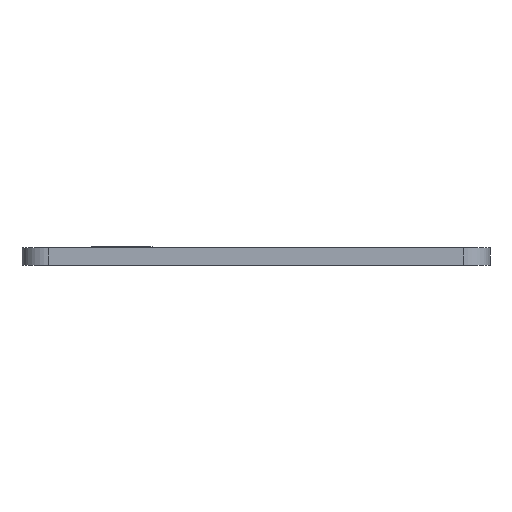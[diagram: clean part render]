
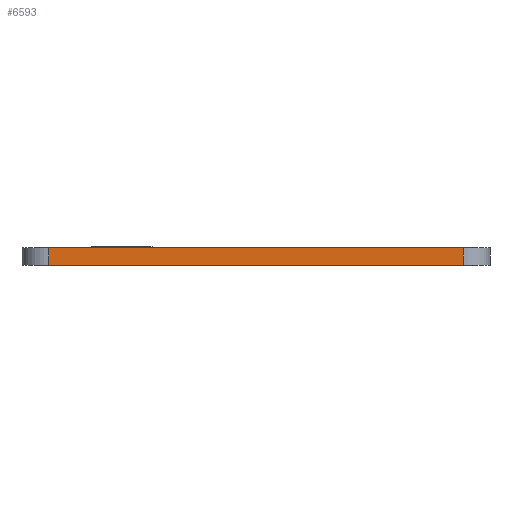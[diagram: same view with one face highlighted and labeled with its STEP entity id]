
A CAD part, left-side view. The second image highlights one B-rep face of the part: STEP entity #6593.
In plain terms, the highlighted planar face has unit normal (-1, 0, 0).
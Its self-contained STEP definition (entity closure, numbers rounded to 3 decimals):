
#1071=FACE_OUTER_BOUND('',#1452,.T.);
#1452=EDGE_LOOP('',(#6023,#6024,#6025,#6026));
#1549=LINE('',#8573,#2083);
#1872=LINE('',#12577,#2406);
#1875=LINE('',#12585,#2409);
#1999=LINE('',#12918,#2533);
#2083=VECTOR('',#6999,10.);
#2406=VECTOR('',#7526,10.);
#2409=VECTOR('',#7535,10.);
#2533=VECTOR('',#7911,10.);
#2621=VERTEX_POINT('',#8569);
#2623=VERTEX_POINT('',#8572);
#3102=VERTEX_POINT('',#12575);
#3104=VERTEX_POINT('',#12584);
#3316=EDGE_CURVE('',#2621,#2623,#1549,.T.);
#3993=EDGE_CURVE('',#3102,#2621,#1872,.T.);
#3996=EDGE_CURVE('',#2623,#3104,#1875,.T.);
#4163=EDGE_CURVE('',#3104,#3102,#1999,.T.);
#6023=ORIENTED_EDGE('',*,*,#3993,.F.);
#6024=ORIENTED_EDGE('',*,*,#4163,.F.);
#6025=ORIENTED_EDGE('',*,*,#3996,.F.);
#6026=ORIENTED_EDGE('',*,*,#3316,.F.);
#6245=PLANE('',#6865);
#6593=ADVANCED_FACE('',(#1071),#6245,.T.);
#6865=AXIS2_PLACEMENT_3D('',#12917,#7909,#7910);
#6999=DIRECTION('',(0.,-1.,0.));
#7526=DIRECTION('',(0.,0.,1.));
#7535=DIRECTION('',(0.,0.,-1.));
#7909=DIRECTION('center_axis',(-1.,0.,0.));
#7910=DIRECTION('ref_axis',(0.,-1.,0.));
#7911=DIRECTION('',(0.,1.,0.));
#8569=CARTESIAN_POINT('',(-59.875,32.62,101.885));
#8572=CARTESIAN_POINT('',(-59.875,-44.62,101.885));
#8573=CARTESIAN_POINT('',(-59.875,-49.62,101.885));
#12575=CARTESIAN_POINT('',(-59.875,32.62,98.635));
#12577=CARTESIAN_POINT('',(-59.875,32.62,98.635));
#12584=CARTESIAN_POINT('',(-59.875,-44.62,98.635));
#12585=CARTESIAN_POINT('',(-59.875,-44.62,98.635));
#12917=CARTESIAN_POINT('Origin',(-59.875,37.62,98.635));
#12918=CARTESIAN_POINT('',(-59.875,-49.62,98.635));
